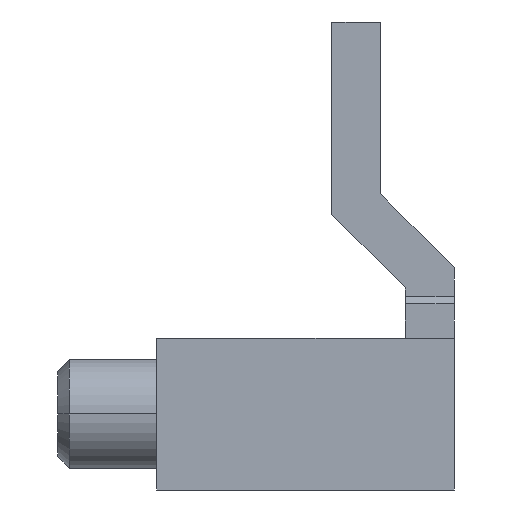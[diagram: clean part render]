
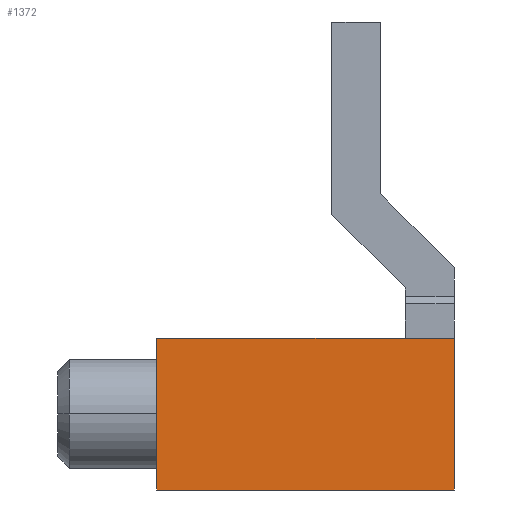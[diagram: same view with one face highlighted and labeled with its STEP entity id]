
A CAD part, left-side view. The second image highlights one B-rep face of the part: STEP entity #1372.
In plain terms, the highlighted planar face has unit normal (-1, 0, 0).
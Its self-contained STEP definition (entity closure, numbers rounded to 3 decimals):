
#1354=AXIS2_PLACEMENT_3D('Plane Axis2P3D',#1351,#1352,#1353) ;
#849=CARTESIAN_POINT('Vertex',(-35.5,47.4,-124.26)) ;
#852=CARTESIAN_POINT('Line Origine',(-35.5,47.4,-116.51)) ;
#856=CARTESIAN_POINT('Vertex',(-35.5,47.4,-108.76)) ;
#1223=CARTESIAN_POINT('Vertex',(-35.5,17.,-108.76)) ;
#1226=CARTESIAN_POINT('Line Origine',(-35.5,17.,-116.51)) ;
#1230=CARTESIAN_POINT('Vertex',(-35.5,17.,-124.26)) ;
#1351=CARTESIAN_POINT('Axis2P3D Location',(-35.5,0.,0.)) ;
#1356=CARTESIAN_POINT('Line Origine',(-35.5,32.2,-108.76)) ;
#1361=CARTESIAN_POINT('Line Origine',(-35.5,32.2,-124.26)) ;
#853=DIRECTION('Vector Direction',(0.,0.,1.)) ;
#1227=DIRECTION('Vector Direction',(0.,0.,-1.)) ;
#1352=DIRECTION('Axis2P3D Direction',(-1.,0.,0.)) ;
#1353=DIRECTION('Axis2P3D XDirection',(0.,1.,0.)) ;
#1357=DIRECTION('Vector Direction',(0.,1.,0.)) ;
#1362=DIRECTION('Vector Direction',(0.,1.,0.)) ;
#854=VECTOR('Line Direction',#853,1.) ;
#1228=VECTOR('Line Direction',#1227,1.) ;
#1358=VECTOR('Line Direction',#1357,1.) ;
#1363=VECTOR('Line Direction',#1362,1.) ;
#1367=ORIENTED_EDGE('',*,*,#1360,.T.) ;
#1368=ORIENTED_EDGE('',*,*,#858,.T.) ;
#1369=ORIENTED_EDGE('',*,*,#1365,.T.) ;
#1370=ORIENTED_EDGE('',*,*,#1232,.T.) ;
#1372=ADVANCED_FACE('Terminali esterni inferiori',(#1371),#1355,.T.) ;
#858=EDGE_CURVE('',#857,#850,#855,.F.) ;
#1232=EDGE_CURVE('',#1231,#1224,#1229,.F.) ;
#1360=EDGE_CURVE('',#1224,#857,#1359,.T.) ;
#1365=EDGE_CURVE('',#850,#1231,#1364,.F.) ;
#1366=EDGE_LOOP('',(#1367,#1368,#1369,#1370)) ;
#1371=FACE_OUTER_BOUND('',#1366,.T.) ;
#855=LINE('Line',#852,#854) ;
#1229=LINE('Line',#1226,#1228) ;
#1359=LINE('Line',#1356,#1358) ;
#1364=LINE('Line',#1361,#1363) ;
#1355=PLANE('',#1354) ;
#850=VERTEX_POINT('',#849) ;
#857=VERTEX_POINT('',#856) ;
#1224=VERTEX_POINT('',#1223) ;
#1231=VERTEX_POINT('',#1230) ;
